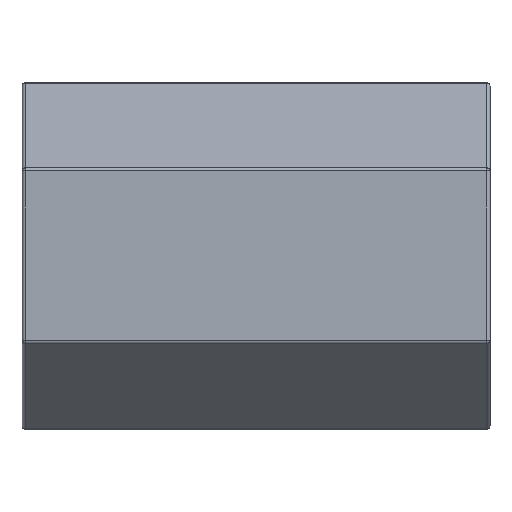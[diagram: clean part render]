
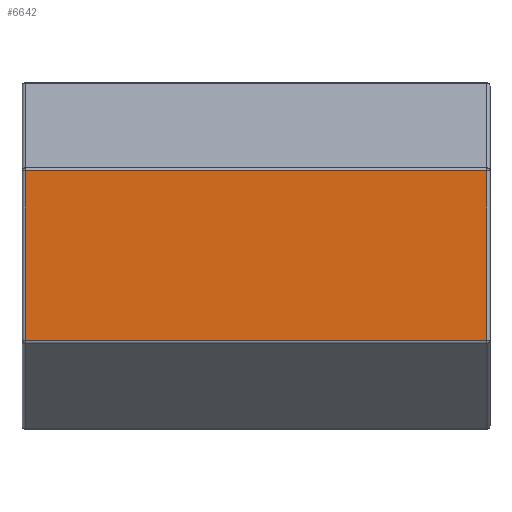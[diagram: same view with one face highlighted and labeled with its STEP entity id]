
A CAD part, top view. The second image highlights one B-rep face of the part: STEP entity #6642.
In plain terms, the highlighted planar face has unit normal (0, 0, 1).
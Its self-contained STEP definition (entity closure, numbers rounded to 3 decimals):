
#2836=DIRECTION('',(0.,-1.,0.));
#2837=VECTOR('',#2836,2.54);
#2838=CARTESIAN_POINT('',(-0.05,1.27,2.25));
#2839=LINE('',#2838,#2837);
#2840=DIRECTION('',(-1.,0.,0.));
#2841=VECTOR('',#2840,6.9);
#2842=CARTESIAN_POINT('',(-0.05,-1.27,2.25));
#2843=LINE('',#2842,#2841);
#2844=DIRECTION('',(0.,1.,0.));
#2845=VECTOR('',#2844,2.54);
#2846=CARTESIAN_POINT('',(-6.95,-1.27,2.25));
#2847=LINE('',#2846,#2845);
#2848=DIRECTION('',(-1.,0.,0.));
#2849=VECTOR('',#2848,6.9);
#2850=CARTESIAN_POINT('',(-0.05,1.27,2.25));
#2851=LINE('',#2850,#2849);
#3141=CARTESIAN_POINT('',(-0.05,1.27,2.25));
#3142=CARTESIAN_POINT('',(-0.05,-1.27,2.25));
#3143=VERTEX_POINT('',#3141);
#3144=VERTEX_POINT('',#3142);
#3149=CARTESIAN_POINT('',(-6.95,-1.27,2.25));
#3150=VERTEX_POINT('',#3149);
#3201=CARTESIAN_POINT('',(-6.95,1.27,2.25));
#3202=VERTEX_POINT('',#3201);
#6628=CARTESIAN_POINT('',(0.,1.299,2.25));
#6629=DIRECTION('',(0.,0.,1.));
#6630=DIRECTION('',(0.,-1.,0.));
#6631=AXIS2_PLACEMENT_3D('',#6628,#6629,#6630);
#6632=PLANE('',#6631);
#6634=ORIENTED_EDGE('',*,*,#6633,.T.);
#6636=ORIENTED_EDGE('',*,*,#6635,.T.);
#6637=ORIENTED_EDGE('',*,*,#6619,.T.);
#6639=ORIENTED_EDGE('',*,*,#6638,.F.);
#6640=EDGE_LOOP('',(#6634,#6636,#6637,#6639));
#6641=FACE_OUTER_BOUND('',#6640,.F.);
#6619=EDGE_CURVE('',#3150,#3202,#2847,.T.);
#6633=EDGE_CURVE('',#3143,#3144,#2839,.T.);
#6635=EDGE_CURVE('',#3144,#3150,#2843,.T.);
#6638=EDGE_CURVE('',#3143,#3202,#2851,.T.);
#6642=ADVANCED_FACE('',(#6641),#6632,.T.);
